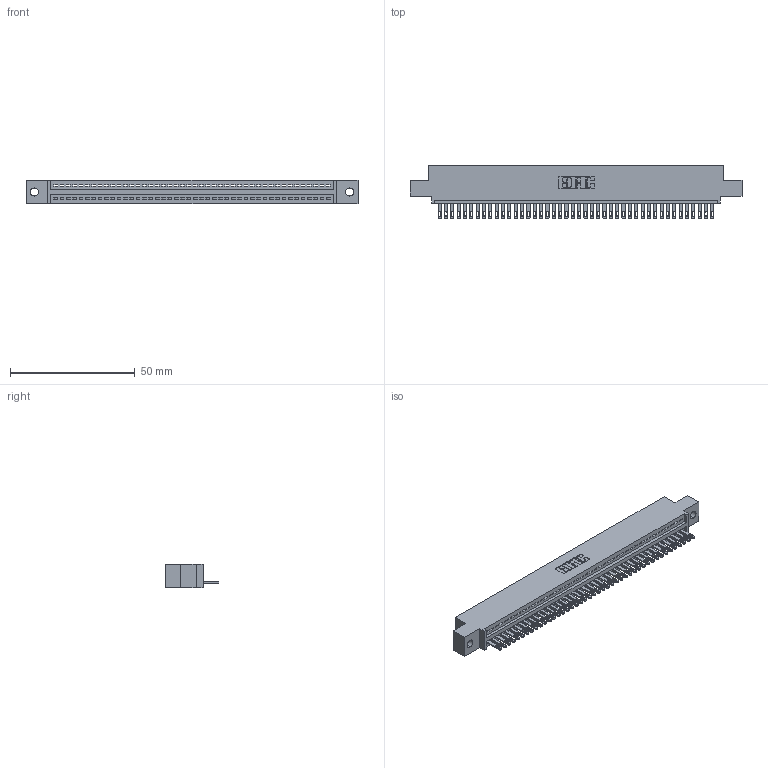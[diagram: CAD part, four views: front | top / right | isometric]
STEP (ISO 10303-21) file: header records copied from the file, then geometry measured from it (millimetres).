
FILE_DESCRIPTION (( 'STEP AP203' ), '1' );
FILE_NAME ('345-044-500-402.STEP', '2019-10-08T18:01:09', ( '' ), ( '' ), 'SwSTEP 2.0', 'SolidWorks 2016', '' );
FILE_SCHEMA (( 'CONFIG_CONTROL_DESIGN' ));
Length unit declared in the file: inch
Products named in the file (3): 345 Part_0.110 Offset - 0.128 Dia; 345-292-001_345-293-100; 345-044-500-402
Assembly tree (45 placements, depth 2):
  345-044-500-402
    345 Part_0.110 Offset - 0.128 Dia
    345-292-001_345-293-100  x44
Bounding box: 132.97 x 21.51 x 9.4 mm (x, y, z)
Volume: 12563.1 mm3; surface area: 16631.6 mm2
Topology: 45 solids, 45 shells, 2506 faces, 7745 edges, 5162 vertices
Faces by surface type: plane 1580, cylinder 926
Entity records: 32911 total; most frequent: CARTESIAN_POINT 5708, ORIENTED_EDGE 5686, DIRECTION 4983, EDGE_CURVE 2843, VECTOR 2531, LINE 2531, VERTEX_POINT 1894, AXIS2_PLACEMENT_3D 1226
